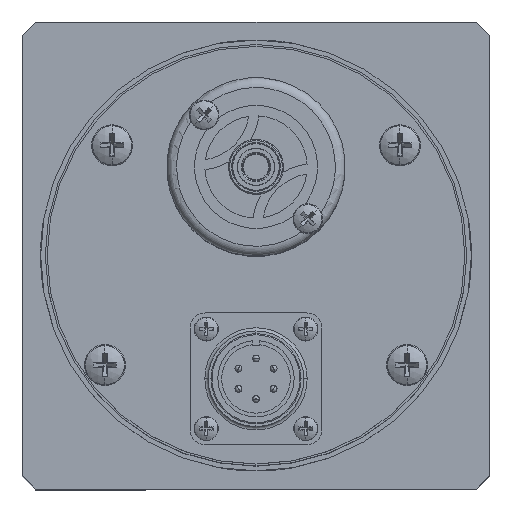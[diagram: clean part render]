
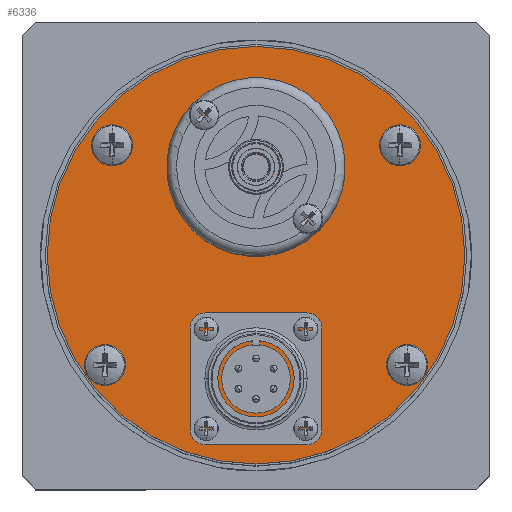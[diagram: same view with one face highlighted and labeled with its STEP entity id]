
A CAD part, top view. The second image highlights one B-rep face of the part: STEP entity #6336.
In plain terms, the highlighted planar face has unit normal (0, 0, 1).
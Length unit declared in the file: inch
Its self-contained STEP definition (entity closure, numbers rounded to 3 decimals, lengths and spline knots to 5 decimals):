
#5953 = VERTEX_POINT ( 'NONE', #35542 ) ;
#6336 = ADVANCED_FACE ( 'NONE', ( #29602, #29601, #29600, #29533, #29532, #29531, #29530 ), #29553, .T. ) ;
#6337 = EDGE_LOOP ( 'NONE', ( #6368, #6372 ) ) ;
#6340 = EDGE_CURVE ( 'NONE', #6353, #6341, #29565, .T. ) ;
#6341 = VERTEX_POINT ( 'NONE', #29524 ) ;
#6342 = ORIENTED_EDGE ( 'NONE', *, *, #6343, .F. ) ;
#6343 = EDGE_CURVE ( 'NONE', #6341, #6353, #29523, .T. ) ;
#6344 = EDGE_LOOP ( 'NONE', ( #6345, #6349 ) ) ;
#6345 = ORIENTED_EDGE ( 'NONE', *, *, #6346, .F. ) ;
#6346 = EDGE_CURVE ( 'NONE', #6347, #6348, #29648, .T. ) ;
#6347 = VERTEX_POINT ( 'NONE', #29643 ) ;
#6348 = VERTEX_POINT ( 'NONE', #29642 ) ;
#6349 = ORIENTED_EDGE ( 'NONE', *, *, #6350, .F. ) ;
#6350 = EDGE_CURVE ( 'NONE', #6348, #6347, #29627, .T. ) ;
#6351 = EDGE_LOOP ( 'NONE', ( #6352, #6342 ) ) ;
#6352 = ORIENTED_EDGE ( 'NONE', *, *, #6340, .F. ) ;
#6353 = VERTEX_POINT ( 'NONE', #29649 ) ;
#6368 = ORIENTED_EDGE ( 'NONE', *, *, #6369, .F. ) ;
#6369 = EDGE_CURVE ( 'NONE', #6370, #6371, #29720, .T. ) ;
#6370 = VERTEX_POINT ( 'NONE', #29687 ) ;
#6371 = VERTEX_POINT ( 'NONE', #29681 ) ;
#6372 = ORIENTED_EDGE ( 'NONE', *, *, #6373, .F. ) ;
#6373 = EDGE_CURVE ( 'NONE', #6371, #6370, #29708, .T. ) ;
#6441 = EDGE_CURVE ( 'NONE', #5953, #6442, #29988, .T. ) ;
#6442 = VERTEX_POINT ( 'NONE', #29983 ) ;
#6456 = EDGE_CURVE ( 'NONE', #6474, #6473, #29997, .T. ) ;
#6457 = ORIENTED_EDGE ( 'NONE', *, *, #6458, .T. ) ;
#6458 = EDGE_CURVE ( 'NONE', #6442, #5953, #29972, .T. ) ;
#6459 = ORIENTED_EDGE ( 'NONE', *, *, #6441, .T. ) ;
#6460 = EDGE_LOOP ( 'NONE', ( #6461, #6599 ) ) ;
#6461 = ORIENTED_EDGE ( 'NONE', *, *, #6596, .F. ) ;
#6463 = EDGE_LOOP ( 'NONE', ( #6464, #6468 ) ) ;
#6464 = ORIENTED_EDGE ( 'NONE', *, *, #6465, .F. ) ;
#6465 = EDGE_CURVE ( 'NONE', #6466, #6467, #30031, .T. ) ;
#6466 = VERTEX_POINT ( 'NONE', #30027 ) ;
#6467 = VERTEX_POINT ( 'NONE', #30026 ) ;
#6468 = ORIENTED_EDGE ( 'NONE', *, *, #6469, .F. ) ;
#6469 = EDGE_CURVE ( 'NONE', #6467, #6466, #30089, .T. ) ;
#6470 = EDGE_LOOP ( 'NONE', ( #6471, #6567 ) ) ;
#6471 = ORIENTED_EDGE ( 'NONE', *, *, #6472, .F. ) ;
#6472 = EDGE_CURVE ( 'NONE', #6473, #6474, #30109, .T. ) ;
#6473 = VERTEX_POINT ( 'NONE', #30066 ) ;
#6474 = VERTEX_POINT ( 'NONE', #30084 ) ;
#6567 = ORIENTED_EDGE ( 'NONE', *, *, #6456, .F. ) ;
#6587 = EDGE_LOOP ( 'NONE', ( #6457, #6459 ) ) ;
#6596 = EDGE_CURVE ( 'NONE', #6597, #6598, #31755, .T. ) ;
#6597 = VERTEX_POINT ( 'NONE', #31750 ) ;
#6598 = VERTEX_POINT ( 'NONE', #31749 ) ;
#6599 = ORIENTED_EDGE ( 'NONE', *, *, #6600, .F. ) ;
#6600 = EDGE_CURVE ( 'NONE', #6598, #6597, #31748, .T. ) ;
#29523 = CIRCLE ( 'NONE', #29551, 0.1005 ) ;
#29524 = CARTESIAN_POINT ( 'NONE',  ( -1.4105, 1., 6.533 ) ) ;
#29525 = DIRECTION ( 'NONE',  ( 1., 0., 0. ) ) ;
#29526 = DIRECTION ( 'NONE',  ( 0., 0., 1. ) ) ;
#29527 = AXIS2_PLACEMENT_3D ( 'NONE', #29566, #29526, #29525 ) ;
#29530 = FACE_OUTER_BOUND ( 'NONE', #6587, .T. ) ;
#29531 = FACE_BOUND ( 'NONE', #6470, .T. ) ;
#29532 = FACE_BOUND ( 'NONE', #6463, .T. ) ;
#29533 = FACE_BOUND ( 'NONE', #6351, .T. ) ;
#29548 = DIRECTION ( 'NONE',  ( 1., 0., 0. ) ) ;
#29549 = DIRECTION ( 'NONE',  ( 0., 0., 1. ) ) ;
#29550 = CARTESIAN_POINT ( 'NONE',  ( -1.31, 1., 6.533 ) ) ;
#29551 = AXIS2_PLACEMENT_3D ( 'NONE', #29550, #29549, #29548 ) ;
#29553 = PLANE ( 'NONE',  #29575 ) ;
#29565 = CIRCLE ( 'NONE', #29527, 0.1005 ) ;
#29566 = CARTESIAN_POINT ( 'NONE',  ( -1.31, 1., 6.533 ) ) ;
#29572 = DIRECTION ( 'NONE',  ( 1., 0., 0. ) ) ;
#29573 = DIRECTION ( 'NONE',  ( 0., 0., 1. ) ) ;
#29574 = CARTESIAN_POINT ( 'NONE',  ( 0., 0., 6.533 ) ) ;
#29575 = AXIS2_PLACEMENT_3D ( 'NONE', #29574, #29573, #29572 ) ;
#29600 = FACE_BOUND ( 'NONE', #6344, .T. ) ;
#29601 = FACE_BOUND ( 'NONE', #6460, .T. ) ;
#29602 = FACE_BOUND ( 'NONE', #6337, .T. ) ;
#29624 = DIRECTION ( 'NONE',  ( 0., 0., 1. ) ) ;
#29625 = CARTESIAN_POINT ( 'NONE',  ( -1.375, -1., 6.533 ) ) ;
#29626 = AXIS2_PLACEMENT_3D ( 'NONE', #29625, #29624, #29650 ) ;
#29627 = CIRCLE ( 'NONE', #29626, 0.1005 ) ;
#29642 = CARTESIAN_POINT ( 'NONE',  ( -1.4755, -1., 6.533 ) ) ;
#29643 = CARTESIAN_POINT ( 'NONE',  ( -1.2745, -1., 6.533 ) ) ;
#29644 = DIRECTION ( 'NONE',  ( 1., 0., 0. ) ) ;
#29645 = DIRECTION ( 'NONE',  ( 0., 0., 1. ) ) ;
#29646 = CARTESIAN_POINT ( 'NONE',  ( -1.375, -1., 6.533 ) ) ;
#29647 = AXIS2_PLACEMENT_3D ( 'NONE', #29646, #29645, #29644 ) ;
#29648 = CIRCLE ( 'NONE', #29647, 0.1005 ) ;
#29649 = CARTESIAN_POINT ( 'NONE',  ( -1.2095, 1., 6.533 ) ) ;
#29650 = DIRECTION ( 'NONE',  ( 1., 0., 0. ) ) ;
#29681 = CARTESIAN_POINT ( 'NONE',  ( -0.3125, -1.125, 6.533 ) ) ;
#29687 = CARTESIAN_POINT ( 'NONE',  ( 0.3125, -1.125, 6.533 ) ) ;
#29688 = DIRECTION ( 'NONE',  ( 1., 0., 0. ) ) ;
#29689 = DIRECTION ( 'NONE',  ( 0., 0., 1. ) ) ;
#29706 = CARTESIAN_POINT ( 'NONE',  ( 0., -1.125, 6.533 ) ) ;
#29707 = AXIS2_PLACEMENT_3D ( 'NONE', #29706, #29739, #29738 ) ;
#29708 = CIRCLE ( 'NONE', #29707, 0.3125 ) ;
#29718 = CARTESIAN_POINT ( 'NONE',  ( 0., -1.125, 6.533 ) ) ;
#29719 = AXIS2_PLACEMENT_3D ( 'NONE', #29718, #29689, #29688 ) ;
#29720 = CIRCLE ( 'NONE', #29719, 0.3125 ) ;
#29738 = DIRECTION ( 'NONE',  ( 1., 0., 0. ) ) ;
#29739 = DIRECTION ( 'NONE',  ( 0., 0., 1. ) ) ;
#29968 = DIRECTION ( 'NONE',  ( 1., 0., 0. ) ) ;
#29969 = DIRECTION ( 'NONE',  ( 0., 0., 1. ) ) ;
#29970 = CARTESIAN_POINT ( 'NONE',  ( 0., 0., 6.533 ) ) ;
#29971 = AXIS2_PLACEMENT_3D ( 'NONE', #29970, #29969, #29968 ) ;
#29972 = CIRCLE ( 'NONE', #29971, 1.9 ) ;
#29973 = CARTESIAN_POINT ( 'NONE',  ( 1.31, 1., 6.533 ) ) ;
#29983 = CARTESIAN_POINT ( 'NONE',  ( -1.9, 0., 6.533 ) ) ;
#29984 = DIRECTION ( 'NONE',  ( 1., 0., 0. ) ) ;
#29985 = DIRECTION ( 'NONE',  ( 0., 0., 1. ) ) ;
#29986 = CARTESIAN_POINT ( 'NONE',  ( 0., 0., 6.533 ) ) ;
#29987 = AXIS2_PLACEMENT_3D ( 'NONE', #29986, #29985, #29984 ) ;
#29988 = CIRCLE ( 'NONE', #29987, 1.9 ) ;
#29997 = CIRCLE ( 'NONE', #30002, 0.1005 ) ;
#29999 = DIRECTION ( 'NONE',  ( 1., 0., 0. ) ) ;
#30000 = DIRECTION ( 'NONE',  ( 0., 0., 1. ) ) ;
#30001 = CARTESIAN_POINT ( 'NONE',  ( 1.375, -1., 6.533 ) ) ;
#30002 = AXIS2_PLACEMENT_3D ( 'NONE', #30001, #30000, #29999 ) ;
#30026 = CARTESIAN_POINT ( 'NONE',  ( 1.2095, 1., 6.533 ) ) ;
#30027 = CARTESIAN_POINT ( 'NONE',  ( 1.4105, 1., 6.533 ) ) ;
#30028 = DIRECTION ( 'NONE',  ( 1., 0., 0. ) ) ;
#30029 = DIRECTION ( 'NONE',  ( 0., 0., 1. ) ) ;
#30030 = AXIS2_PLACEMENT_3D ( 'NONE', #29973, #30029, #30028 ) ;
#30031 = CIRCLE ( 'NONE', #30030, 0.1005 ) ;
#30065 = CARTESIAN_POINT ( 'NONE',  ( 1.375, -1., 6.533 ) ) ;
#30066 = CARTESIAN_POINT ( 'NONE',  ( 1.4755, -1., 6.533 ) ) ;
#30084 = CARTESIAN_POINT ( 'NONE',  ( 1.2745, -1., 6.533 ) ) ;
#30087 = DIRECTION ( 'NONE',  ( 0., 0., 1. ) ) ;
#30088 = AXIS2_PLACEMENT_3D ( 'NONE', #30097, #30087, #30099 ) ;
#30089 = CIRCLE ( 'NONE', #30088, 0.1005 ) ;
#30097 = CARTESIAN_POINT ( 'NONE',  ( 1.31, 1., 6.533 ) ) ;
#30098 = DIRECTION ( 'NONE',  ( 0., 0., 1. ) ) ;
#30099 = DIRECTION ( 'NONE',  ( 1., 0., 0. ) ) ;
#30107 = DIRECTION ( 'NONE',  ( 1., 0., 0. ) ) ;
#30108 = AXIS2_PLACEMENT_3D ( 'NONE', #30065, #30098, #30107 ) ;
#30109 = CIRCLE ( 'NONE', #30108, 0.1005 ) ;
#31739 = DIRECTION ( 'NONE',  ( 1., 0., 0. ) ) ;
#31740 = DIRECTION ( 'NONE',  ( 0., 0., 1. ) ) ;
#31746 = CARTESIAN_POINT ( 'NONE',  ( 0., 0.8, 6.533 ) ) ;
#31747 = AXIS2_PLACEMENT_3D ( 'NONE', #31746, #31740, #31739 ) ;
#31748 = CIRCLE ( 'NONE', #31747, 0.125 ) ;
#31749 = CARTESIAN_POINT ( 'NONE',  ( -0.125, 0.8, 6.533 ) ) ;
#31750 = CARTESIAN_POINT ( 'NONE',  ( 0.125, 0.8, 6.533 ) ) ;
#31751 = DIRECTION ( 'NONE',  ( 1., 0., 0. ) ) ;
#31752 = DIRECTION ( 'NONE',  ( 0., 0., 1. ) ) ;
#31753 = CARTESIAN_POINT ( 'NONE',  ( 0., 0.8, 6.533 ) ) ;
#31754 = AXIS2_PLACEMENT_3D ( 'NONE', #31753, #31752, #31751 ) ;
#31755 = CIRCLE ( 'NONE', #31754, 0.125 ) ;
#35542 = CARTESIAN_POINT ( 'NONE',  ( 1.9, 0., 6.533 ) ) ;
